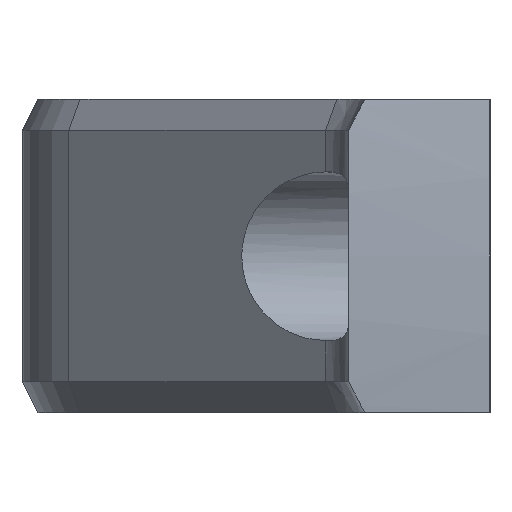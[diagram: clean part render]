
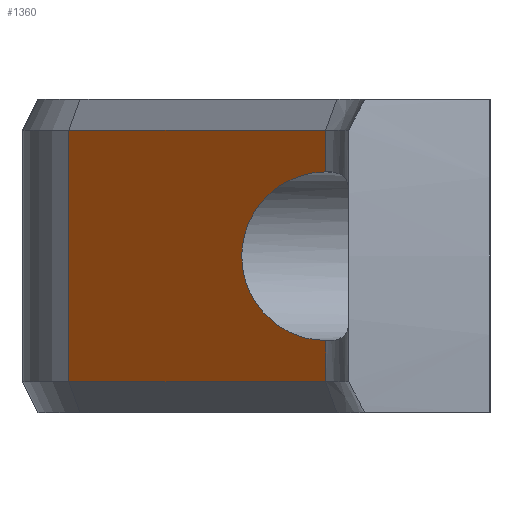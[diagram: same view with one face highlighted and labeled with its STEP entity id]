
A CAD part, left-side view. The second image highlights one B-rep face of the part: STEP entity #1360.
In plain terms, the highlighted planar face has unit normal (-0.707, 0.707, 0).
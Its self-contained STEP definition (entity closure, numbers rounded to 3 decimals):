
#51=LINE('',#2098,#187);
#52=LINE('',#2100,#188);
#53=LINE('',#2102,#189);
#54=LINE('',#2104,#190);
#55=LINE('',#2105,#191);
#187=VECTOR('',#1631,2043.81);
#188=VECTOR('',#1632,1038.205);
#189=VECTOR('',#1633,2043.81);
#190=VECTOR('',#1634,1038.205);
#191=VECTOR('',#1635,2043.81);
#315=PLANE('',#1461);
#360=FACE_OUTER_BOUND('',#439,.T.);
#439=EDGE_LOOP('',(#954,#955,#956,#957,#958,#959));
#577=ELLIPSE('',#1460,7.778,5.5);
#604=VERTEX_POINT('',#2067);
#606=VERTEX_POINT('',#2082);
#607=VERTEX_POINT('',#2097);
#608=VERTEX_POINT('',#2099);
#609=VERTEX_POINT('',#2101);
#610=VERTEX_POINT('',#2103);
#739=EDGE_CURVE('',#604,#606,#577,.T.);
#740=EDGE_CURVE('',#607,#606,#51,.T.);
#741=EDGE_CURVE('',#608,#607,#52,.T.);
#742=EDGE_CURVE('',#609,#608,#53,.T.);
#743=EDGE_CURVE('',#610,#609,#54,.T.);
#744=EDGE_CURVE('',#604,#610,#55,.T.);
#954=ORIENTED_EDGE('',*,*,#739,.T.);
#955=ORIENTED_EDGE('',*,*,#740,.F.);
#956=ORIENTED_EDGE('',*,*,#741,.F.);
#957=ORIENTED_EDGE('',*,*,#742,.F.);
#958=ORIENTED_EDGE('',*,*,#743,.F.);
#959=ORIENTED_EDGE('',*,*,#744,.F.);
#1360=ADVANCED_FACE('',(#360),#315,.T.);
#1460=AXIS2_PLACEMENT_3D('',#2095,#1627,#1628);
#1461=AXIS2_PLACEMENT_3D('',#2096,#1629,#1630);
#1627=DIRECTION('center_axis',(0.707,-0.707,0.));
#1628=DIRECTION('ref_axis',(-0.707,-0.707,0.));
#1629=DIRECTION('center_axis',(-0.707,0.707,0.));
#1630=DIRECTION('ref_axis',(0.,0.,
1.));
#1631=DIRECTION('',(0.,0.,-1.));
#1632=DIRECTION('',(-0.707,-0.707,0.));
#1633=DIRECTION('',(0.,0.,1.));
#1634=DIRECTION('',(0.707,0.707,0.));
#1635=DIRECTION('',(0.,0.,-1.));
#2067=CARTESIAN_POINT('',(-35.164,24.504,2.817));
#2082=CARTESIAN_POINT('',(-35.164,24.504,13.816));
#2095=CARTESIAN_POINT('Origin',(-35.215,24.453,8.317));
#2096=CARTESIAN_POINT('Origin',(-15.92,43.748,-1.881));
#2097=CARTESIAN_POINT('',(-35.164,24.504,16.513));
#2098=CARTESIAN_POINT('',(-35.164,24.504,-1.881));
#2099=CARTESIAN_POINT('',(-18.442,41.226,16.513));
#2100=CARTESIAN_POINT('',(-12.899,46.77,16.513));
#2101=CARTESIAN_POINT('',(-18.442,41.226,0.162));
#2102=CARTESIAN_POINT('',(-18.442,41.226,-1.881));
#2103=CARTESIAN_POINT('',(-35.164,24.504,0.162));
#2104=CARTESIAN_POINT('',(-12.899,46.77,0.162));
#2105=CARTESIAN_POINT('',(-35.164,24.504,-1.881));
